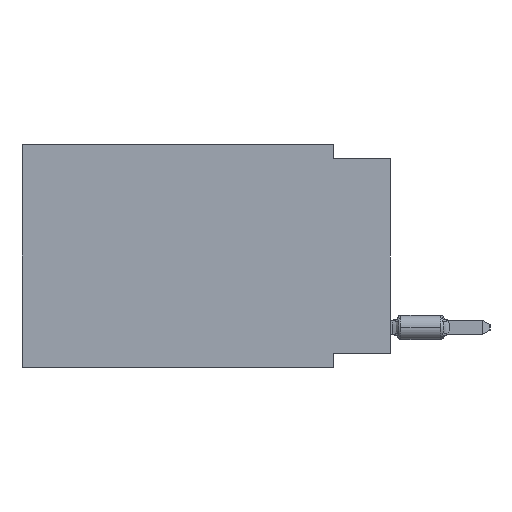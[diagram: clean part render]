
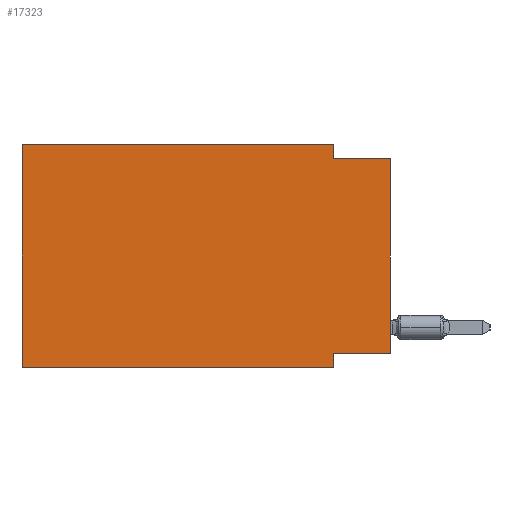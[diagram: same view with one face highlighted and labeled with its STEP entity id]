
A CAD part, left-side view. The second image highlights one B-rep face of the part: STEP entity #17323.
In plain terms, the highlighted planar face has unit normal (-1, 0, 0).
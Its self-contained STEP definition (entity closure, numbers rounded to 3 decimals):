
#830 = VECTOR ( 'NONE', #57265, 1000. ) ;
#1230 = CARTESIAN_POINT ( 'NONE',  ( 0., 0., 0. ) ) ;
#2272 = PLANE ( 'NONE',  #20181 ) ;
#2437 = DIRECTION ( 'NONE',  ( 0., 1., 0. ) ) ;
#2924 = VERTEX_POINT ( 'NONE', #5783 ) ;
#3580 = CARTESIAN_POINT ( 'NONE',  ( 0., 16.383, -9.906 ) ) ;
#4167 = DIRECTION ( 'NONE',  ( 0., 0., 1. ) ) ;
#5605 = VECTOR ( 'NONE', #39976, 1000. ) ;
#5615 = LINE ( 'NONE', #1230, #33848 ) ;
#5783 = CARTESIAN_POINT ( 'NONE',  ( 0., 2.54, 0. ) ) ;
#6611 = VERTEX_POINT ( 'NONE', #10388 ) ;
#7664 = CARTESIAN_POINT ( 'NONE',  ( 0., 2.54, -0.635 ) ) ;
#9134 = CARTESIAN_POINT ( 'NONE',  ( 0., 16.383, 0. ) ) ;
#10388 = CARTESIAN_POINT ( 'NONE',  ( 0., 16.383, 0. ) ) ;
#10448 = EDGE_CURVE ( 'NONE', #14243, #27721, #16250, .T. ) ;
#12206 = DIRECTION ( 'NONE',  ( 1., 0., 0. ) ) ;
#13040 = LINE ( 'NONE', #53792, #53906 ) ;
#13205 = LINE ( 'NONE', #31109, #21018 ) ;
#13543 = EDGE_CURVE ( 'NONE', #6611, #2924, #13040, .T. ) ;
#14243 = VERTEX_POINT ( 'NONE', #53353 ) ;
#15136 = ORIENTED_EDGE ( 'NONE', *, *, #40184, .F. ) ;
#16250 = LINE ( 'NONE', #34156, #5605 ) ;
#17323 = ADVANCED_FACE ( 'NONE', ( #52395 ), #2272, .F. ) ;
#19146 = DIRECTION ( 'NONE',  ( 0., 0., 1. ) ) ;
#19151 = ORIENTED_EDGE ( 'NONE', *, *, #38030, .F. ) ;
#20181 = AXIS2_PLACEMENT_3D ( 'NONE', #34817, #12206, #55940 ) ;
#21018 = VECTOR ( 'NONE', #57792, 1000. ) ;
#22997 = VECTOR ( 'NONE', #34598, 1000. ) ;
#27119 = ORIENTED_EDGE ( 'NONE', *, *, #45340, .T. ) ;
#27721 = VERTEX_POINT ( 'NONE', #49408 ) ;
#27765 = EDGE_CURVE ( 'NONE', #37726, #14243, #37661, .T. ) ;
#28232 = ORIENTED_EDGE ( 'NONE', *, *, #37766, .T. ) ;
#28287 = CARTESIAN_POINT ( 'NONE',  ( 0., 0., -9.271 ) ) ;
#29896 = VECTOR ( 'NONE', #4167, 1000. ) ;
#30411 = ORIENTED_EDGE ( 'NONE', *, *, #45410, .F. ) ;
#31109 = CARTESIAN_POINT ( 'NONE',  ( 0., 0., -0.635 ) ) ;
#33848 = VECTOR ( 'NONE', #19146, 1000. ) ;
#34156 = CARTESIAN_POINT ( 'NONE',  ( 0., 2.54, -9.906 ) ) ;
#34598 = DIRECTION ( 'NONE',  ( 0., 0., -1. ) ) ;
#34817 = CARTESIAN_POINT ( 'NONE',  ( 0., 16.383, 0. ) ) ;
#34903 = VECTOR ( 'NONE', #2437, 1000. ) ;
#35286 = LINE ( 'NONE', #9134, #29896 ) ;
#35459 = VERTEX_POINT ( 'NONE', #43677 ) ;
#37661 = LINE ( 'NONE', #28287, #34903 ) ;
#37726 = VERTEX_POINT ( 'NONE', #37882 ) ;
#37766 = EDGE_CURVE ( 'NONE', #37726, #55954, #5615, .T. ) ;
#37882 = CARTESIAN_POINT ( 'NONE',  ( 0., 0., -9.271 ) ) ;
#38030 = EDGE_CURVE ( 'NONE', #55805, #55954, #13205, .T. ) ;
#38330 = ORIENTED_EDGE ( 'NONE', *, *, #13543, .F. ) ;
#39976 = DIRECTION ( 'NONE',  ( 0., 0., -1. ) ) ;
#40140 = LINE ( 'NONE', #57445, #22997 ) ;
#40184 = EDGE_CURVE ( 'NONE', #2924, #55805, #40140, .T. ) ;
#43677 = CARTESIAN_POINT ( 'NONE',  ( 0., 16.383, -9.906 ) ) ;
#43774 = LINE ( 'NONE', #3580, #830 ) ;
#45340 = EDGE_CURVE ( 'NONE', #35459, #27721, #43774, .T. ) ;
#45410 = EDGE_CURVE ( 'NONE', #35459, #6611, #35286, .T. ) ;
#48287 = ORIENTED_EDGE ( 'NONE', *, *, #10448, .F. ) ;
#48535 = DIRECTION ( 'NONE',  ( 0., -1., 0. ) ) ;
#49018 = CARTESIAN_POINT ( 'NONE',  ( 0., 0., -0.635 ) ) ;
#49408 = CARTESIAN_POINT ( 'NONE',  ( 0., 2.54, -9.906 ) ) ;
#51018 = EDGE_LOOP ( 'NONE', ( #28232, #19151, #15136, #38330, #30411, #27119, #48287, #54018 ) ) ;
#52395 = FACE_OUTER_BOUND ( 'NONE', #51018, .T. ) ;
#53353 = CARTESIAN_POINT ( 'NONE',  ( 0., 2.54, -9.271 ) ) ;
#53792 = CARTESIAN_POINT ( 'NONE',  ( 0., 16.383, 0. ) ) ;
#53906 = VECTOR ( 'NONE', #48535, 1000. ) ;
#54018 = ORIENTED_EDGE ( 'NONE', *, *, #27765, .F. ) ;
#55805 = VERTEX_POINT ( 'NONE', #7664 ) ;
#55940 = DIRECTION ( 'NONE',  ( 0., 0., -1. ) ) ;
#55954 = VERTEX_POINT ( 'NONE', #49018 ) ;
#57265 = DIRECTION ( 'NONE',  ( 0., -1., 0. ) ) ;
#57445 = CARTESIAN_POINT ( 'NONE',  ( 0., 2.54, 0. ) ) ;
#57792 = DIRECTION ( 'NONE',  ( 0., -1., 0. ) ) ;
